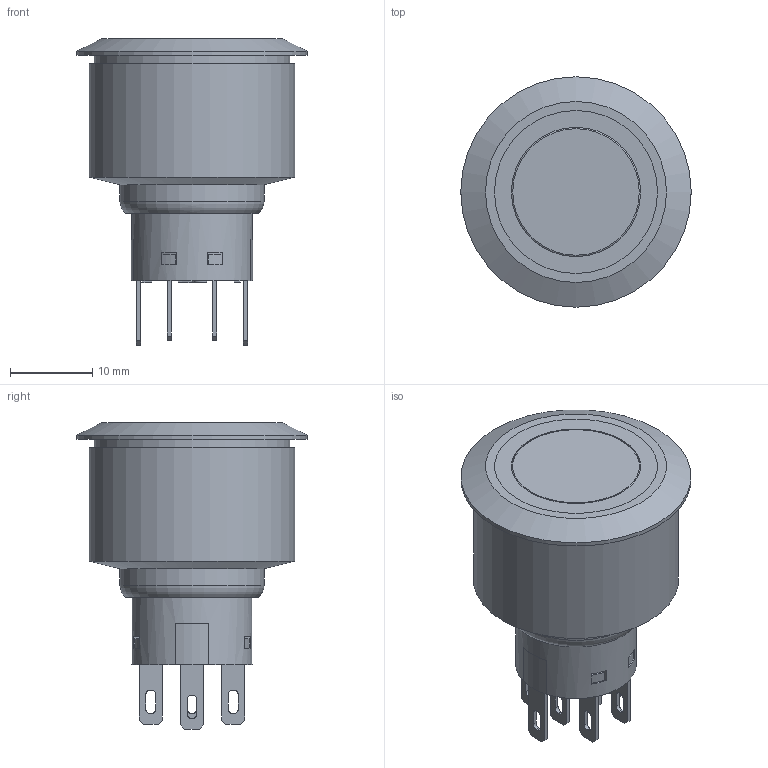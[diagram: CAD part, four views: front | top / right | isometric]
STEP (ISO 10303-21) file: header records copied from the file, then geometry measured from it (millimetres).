
FILE_DESCRIPTION((' '),'2;1');
FILE_NAME('ULV8F2Hxx3xx.stp','2017-08-02T13:37:12',(' '),(' '),' ','ACIS',' ');
FILE_SCHEMA(('CONFIG_CONTROL_DESIGN'));
Length unit declared in the file: inch
Products named in the file (1): ULV8F2Hxx3xx.stp
Bounding box: 28 x 28 x 37.2 mm (x, y, z)
Volume: 10383.5 mm3; surface area: 4299.2 mm2
Topology: 1 solids, 1 shells, 294 faces, 828 edges, 543 vertices
Faces by surface type: plane 197, cylinder 47, bspline 46, torus 2, cone 2
Full cylindrical faces by diameter (mm): 13.3 x1, 14.7 x1, 15.7 x1, 17.5 x1, 23.8 x1, 25 x1, 28 x1
Entity records: 9779 total; most frequent: CARTESIAN_POINT 2247, ORIENTED_EDGE 1628, DIRECTION 1372, EDGE_CURVE 814, VECTOR 570, LINE 570, VERTEX_POINT 540, AXIS2_PLACEMENT_3D 401
